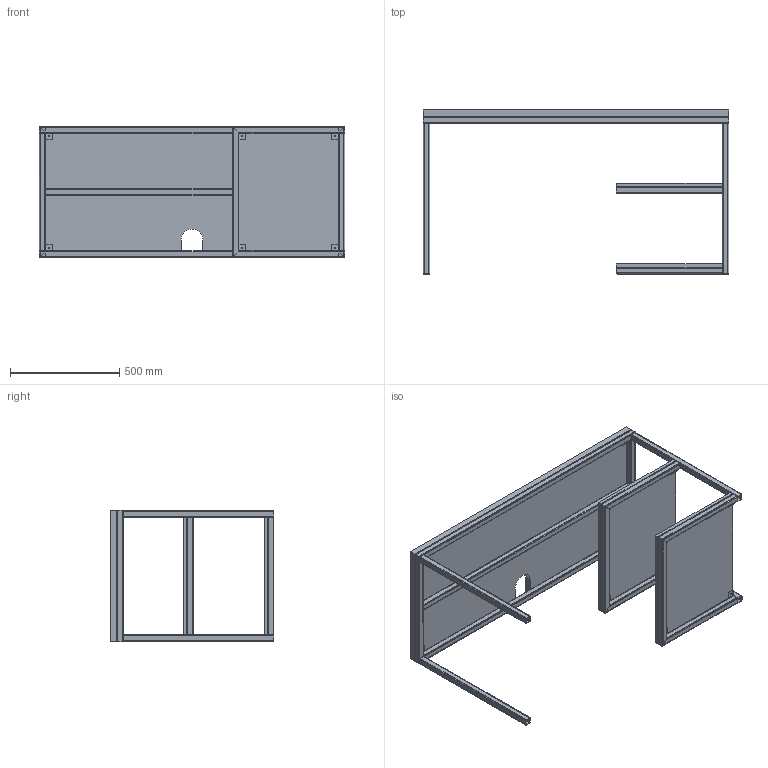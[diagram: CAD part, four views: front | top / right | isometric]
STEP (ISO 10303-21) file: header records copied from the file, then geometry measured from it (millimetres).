
FILE_DESCRIPTION (( 'STEP AP203' ), '1' );
FILE_NAME ('Ensamble escritorio.STEP', '2024-02-14T01:34:46', ( '' ), ( '' ), 'SwSTEP 2.0', 'SolidWorks 2023', '' );
FILE_SCHEMA (( 'CONFIG_CONTROL_DESIGN' ));
Length unit declared in the file: millimetre
Products named in the file (4): Entrepano; Tabla Superior; Estructura Escritorio_Default<As Machined>; Ensamble escritorio
Assembly tree (4 placements, depth 2):
  Ensamble escritorio
    Estructura Escritorio_Default<As Machined>
    Tabla Superior
    Entrepano  x2
Bounding box: 1400 x 750 x 600 mm (x, y, z)
Volume: 35956093.3 mm3; surface area: 5396487.5 mm2
Topology: 30 solids, 30 shells, 388 faces, 984 edges, 656 vertices
Faces by surface type: plane 243, cylinder 145
Entity records: 11940 total; most frequent: CARTESIAN_POINT 2393, ORIENTED_EDGE 1944, DIRECTION 1784, EDGE_CURVE 972, VECTOR 682, LINE 682, VERTEX_POINT 648, AXIS2_PLACEMENT_3D 551
